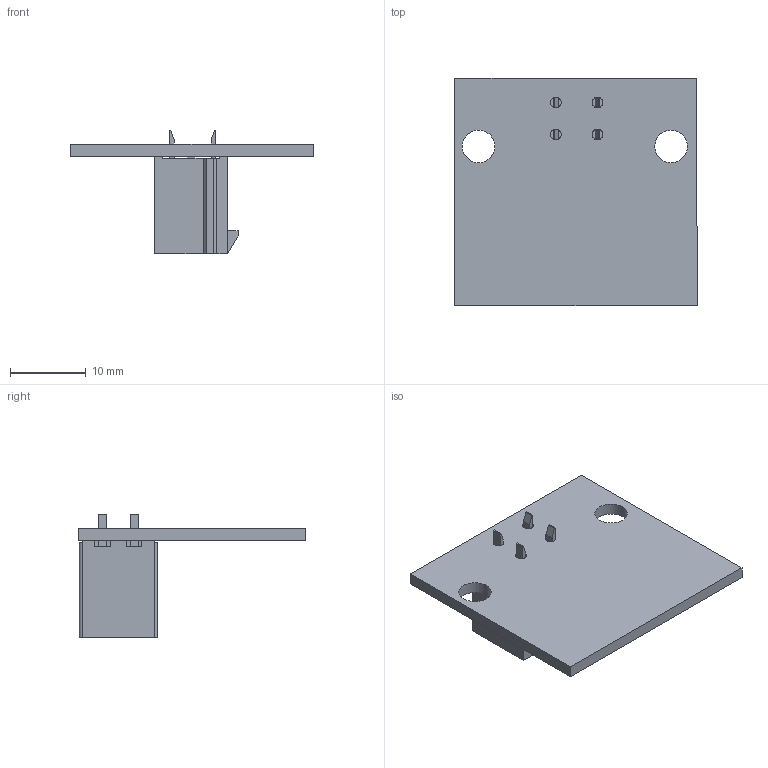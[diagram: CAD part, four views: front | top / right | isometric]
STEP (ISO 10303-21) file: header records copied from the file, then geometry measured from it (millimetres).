
FILE_DESCRIPTION(('KiCad electronic assembly'),'2;1');
FILE_NAME('JETT STATION SELECT PLACARD.step','2023-01-09T18:51:33',( 'Pcbnew'),('Kicad'),'Open CASCADE STEP processor 7.6', 'KiCad to STEP converter','Unknown');
FILE_SCHEMA(('AUTOMOTIVE_DESIGN { 1 0 10303 214 1 1 1 1 }'));
Length unit declared in the file: millimetre
Products named in the file (4): JETT STATION SELECT PLACARD 1; Molex_Mini-Fit_Jr_5566-04A_2x02_P4.20mm_Vertical; SOLID; JETT STATION SELECT PLACARD PCB
Assembly tree (3 placements, depth 3):
  JETT STATION SELECT PLACARD 1
    Molex_Mini-Fit_Jr_5566-04A_2x02_P4.20mm_Vertical
      SOLID
    JETT STATION SELECT PLACARD PCB
Bounding box: 31.95 x 30.02 x 16.3 mm (x, y, z)
Volume: 2217.3 mm3; surface area: 3500.3 mm2
Topology: 2 solids, 2 shells, 141 faces, 373 edges, 248 vertices
Faces by surface type: plane 134, cylinder 7
Full cylindrical faces by diameter (mm): 1.4 x4, 4.305 x2
Entity records: 9242 total; most frequent: CARTESIAN_POINT 1518, DIRECTION 1422, LINE 1091, VECTOR 1091, ORIENTED_EDGE 746, PCURVE 746, DEFINITIONAL_REPRESENTATION 746, EDGE_CURVE 373
